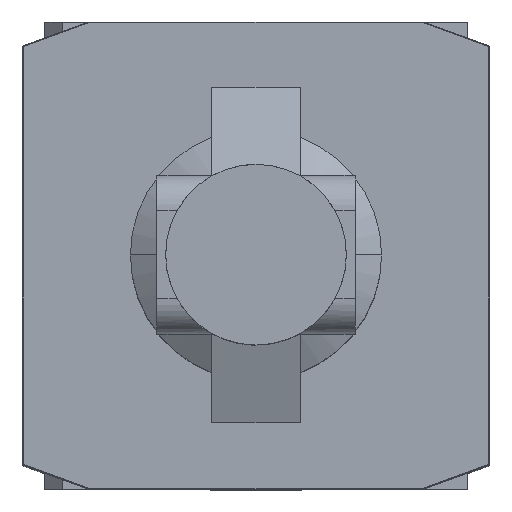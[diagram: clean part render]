
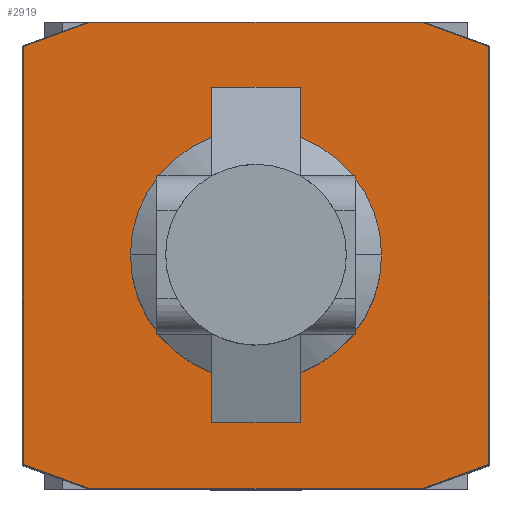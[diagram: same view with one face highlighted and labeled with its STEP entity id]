
A CAD part, top view. The second image highlights one B-rep face of the part: STEP entity #2919.
In plain terms, the highlighted planar face has unit normal (0, 0, 1).
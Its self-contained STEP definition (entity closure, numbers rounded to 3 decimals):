
#1590=CARTESIAN_POINT('',(14.25,0.0,54.));
#1591=VERTEX_POINT('',#1590);
#1600=CARTESIAN_POINT('',(-14.25,0.,54.));
#1601=VERTEX_POINT('',#1600);
#1602=CARTESIAN_POINT('',(0.0,0.0,54.));
#1603=DIRECTION('',(0.0,0.0,-1.0));
#1604=DIRECTION('',(1.0,0.0,0.0));
#1605=AXIS2_PLACEMENT_3D('',#1602,#1603,#1604);
#1606=CIRCLE('',#1605,14.25);
#1607=EDGE_CURVE('',#1601,#1591,#1606,.T.);
#2838=CARTESIAN_POINT('',(0.,0.,54.));
#2839=DIRECTION('',(0.0,0.0,1.0));
#2840=DIRECTION('',(1.0,0.0,0.0));
#2841=AXIS2_PLACEMENT_3D('',#2838,#2839,#2840);
#2842=PLANE('',#2841);
#2843=CARTESIAN_POINT('',(-26.4,-23.7,54.));
#2844=VERTEX_POINT('',#2843);
#2845=CARTESIAN_POINT('',(-26.4,23.7,54.));
#2846=VERTEX_POINT('',#2845);
#2847=CARTESIAN_POINT('',(-26.4,-23.7,54.));
#2848=DIRECTION('',(0.0,1.0,0.0));
#2849=VECTOR('',#2848,47.4);
#2850=LINE('',#2847,#2849);
#2851=EDGE_CURVE('',#2844,#2846,#2850,.T.);
#2852=ORIENTED_EDGE('',*,*,#2851,.F.);
#2853=CARTESIAN_POINT('',(-18.982,-26.4,54.));
#2854=VERTEX_POINT('',#2853);
#2855=CARTESIAN_POINT('',(-18.982,-26.4,54.));
#2856=DIRECTION('',(-0.94,0.342,0.0));
#2857=VECTOR('',#2856,7.894);
#2858=LINE('',#2855,#2857);
#2859=EDGE_CURVE('',#2854,#2844,#2858,.T.);
#2860=ORIENTED_EDGE('',*,*,#2859,.F.);
#2861=CARTESIAN_POINT('',(18.982,-26.4,54.));
#2862=VERTEX_POINT('',#2861);
#2863=CARTESIAN_POINT('',(18.982,-26.4,54.));
#2864=DIRECTION('',(-1.0,0.0,0.0));
#2865=VECTOR('',#2864,37.965);
#2866=LINE('',#2863,#2865);
#2867=EDGE_CURVE('',#2862,#2854,#2866,.T.);
#2868=ORIENTED_EDGE('',*,*,#2867,.F.);
#2869=CARTESIAN_POINT('',(26.4,-23.7,54.));
#2870=VERTEX_POINT('',#2869);
#2871=CARTESIAN_POINT('',(26.4,-23.7,54.));
#2872=DIRECTION('',(-0.94,-0.342,0.0));
#2873=VECTOR('',#2872,7.894);
#2874=LINE('',#2871,#2873);
#2875=EDGE_CURVE('',#2870,#2862,#2874,.T.);
#2876=ORIENTED_EDGE('',*,*,#2875,.F.);
#2877=CARTESIAN_POINT('',(26.4,23.7,54.));
#2878=VERTEX_POINT('',#2877);
#2879=CARTESIAN_POINT('',(26.4,23.7,54.));
#2880=DIRECTION('',(0.0,-1.0,0.0));
#2881=VECTOR('',#2880,47.4);
#2882=LINE('',#2879,#2881);
#2883=EDGE_CURVE('',#2878,#2870,#2882,.T.);
#2884=ORIENTED_EDGE('',*,*,#2883,.F.);
#2885=CARTESIAN_POINT('',(18.982,26.4,54.));
#2886=VERTEX_POINT('',#2885);
#2887=CARTESIAN_POINT('',(18.982,26.4,54.));
#2888=DIRECTION('',(0.94,-0.342,0.0));
#2889=VECTOR('',#2888,7.894);
#2890=LINE('',#2887,#2889);
#2891=EDGE_CURVE('',#2886,#2878,#2890,.T.);
#2892=ORIENTED_EDGE('',*,*,#2891,.F.);
#2893=CARTESIAN_POINT('',(-18.982,26.4,54.));
#2894=VERTEX_POINT('',#2893);
#2895=CARTESIAN_POINT('',(-18.982,26.4,54.));
#2896=DIRECTION('',(1.0,0.0,0.0));
#2897=VECTOR('',#2896,37.965);
#2898=LINE('',#2895,#2897);
#2899=EDGE_CURVE('',#2894,#2886,#2898,.T.);
#2900=ORIENTED_EDGE('',*,*,#2899,.F.);
#2901=CARTESIAN_POINT('',(-26.4,23.7,54.));
#2902=DIRECTION('',(0.94,0.342,0.0));
#2903=VECTOR('',#2902,7.894);
#2904=LINE('',#2901,#2903);
#2905=EDGE_CURVE('',#2846,#2894,#2904,.T.);
#2906=ORIENTED_EDGE('',*,*,#2905,.F.);
#2907=EDGE_LOOP('',(#2852,#2860,#2868,#2876,#2884,#2892,#2900,#2906));
#2908=FACE_OUTER_BOUND('',#2907,.T.);
#2909=CARTESIAN_POINT('',(0.0,0.0,54.));
#2910=DIRECTION('',(0.0,0.0,-1.0));
#2911=DIRECTION('',(1.0,0.0,0.0));
#2912=AXIS2_PLACEMENT_3D('',#2909,#2910,#2911);
#2913=CIRCLE('',#2912,14.25);
#2914=EDGE_CURVE('',#1591,#1601,#2913,.T.);
#2915=ORIENTED_EDGE('',*,*,#2914,.T.);
#2916=ORIENTED_EDGE('',*,*,#1607,.T.);
#2917=EDGE_LOOP('',(#2915,#2916));
#2918=FACE_BOUND('',#2917,.T.);
#2919=ADVANCED_FACE('',(#2908,#2918),#2842,.T.);
